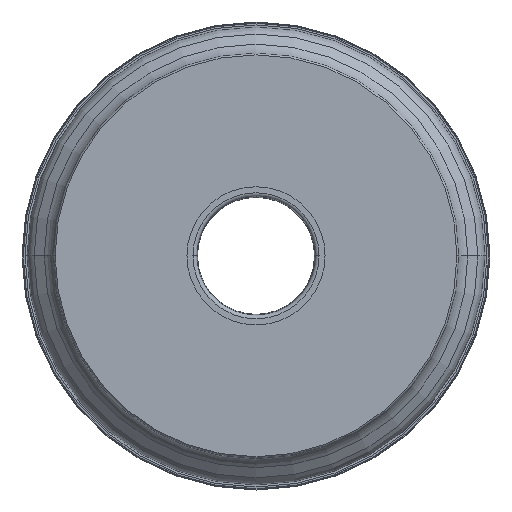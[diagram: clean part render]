
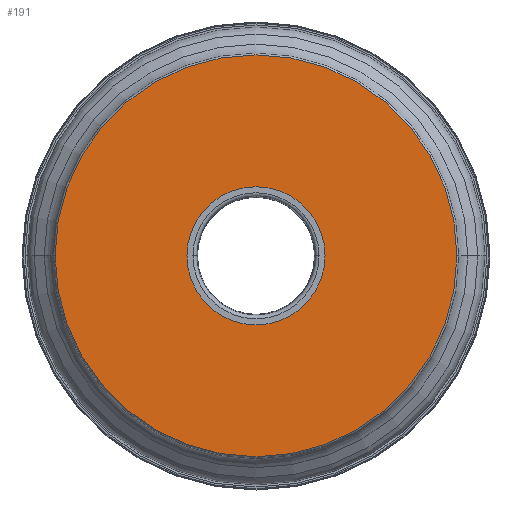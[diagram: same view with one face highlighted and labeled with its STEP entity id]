
A CAD part, top view. The second image highlights one B-rep face of the part: STEP entity #191.
In plain terms, the highlighted planar face has unit normal (0, 0, 1).
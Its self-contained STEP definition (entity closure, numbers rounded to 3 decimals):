
#67=PLANE('',#1758);
#74=FACE_BOUND('',#394,.T.);
#75=FACE_BOUND('',#395,.T.);
#191=ADVANCED_FACE('',(#74,#75),#67,.T.);
#394=EDGE_LOOP('',(#672,#673));
#395=EDGE_LOOP('',(#674,#675));
#672=ORIENTED_EDGE('',*,*,#1067,.T.);
#673=ORIENTED_EDGE('',*,*,#1065,.T.);
#674=ORIENTED_EDGE('',*,*,#1068,.T.);
#675=ORIENTED_EDGE('',*,*,#1069,.T.);
#900=VERTEX_POINT('',#2690);
#901=VERTEX_POINT('',#2692);
#902=VERTEX_POINT('',#2698);
#903=VERTEX_POINT('',#2699);
#1065=EDGE_CURVE('',#901,#900,#1215,.T.);
#1067=EDGE_CURVE('',#900,#901,#1217,.T.);
#1068=EDGE_CURVE('',#902,#903,#1218,.T.);
#1069=EDGE_CURVE('',#903,#902,#1219,.T.);
#1215=CIRCLE('',#1751,109.054);
#1217=CIRCLE('',#1754,109.054);
#1218=CIRCLE('',#1756,37.5);
#1219=CIRCLE('',#1757,37.5);
#1751=AXIS2_PLACEMENT_3D('',#2691,#2192,#2193);
#1754=AXIS2_PLACEMENT_3D('',#2695,#2198,#2199);
#1756=AXIS2_PLACEMENT_3D('',#2697,#2202,#2203);
#1757=AXIS2_PLACEMENT_3D('',#2700,#2204,#2205);
#1758=AXIS2_PLACEMENT_3D('',#2701,#2206,#2207);
#2192=DIRECTION('',(0.,0.,1.));
#2193=DIRECTION('',(-1.,0.,0.));
#2198=DIRECTION('',(0.,0.,1.));
#2199=DIRECTION('',(1.,0.,0.));
#2202=DIRECTION('',(0.,0.,-1.));
#2203=DIRECTION('',(1.,0.,0.));
#2204=DIRECTION('',(0.,0.,-1.));
#2205=DIRECTION('',(-1.,0.,0.));
#2206=DIRECTION('',(0.,0.,1.));
#2207=DIRECTION('',(0.,-1.,0.));
#2690=CARTESIAN_POINT('',(109.054,0.,0.));
#2691=CARTESIAN_POINT('',(0.,0.,0.));
#2692=CARTESIAN_POINT('',(-109.054,0.011,0.));
#2695=CARTESIAN_POINT('',(0.,0.,0.));
#2697=CARTESIAN_POINT('',(0.,0.,0.));
#2698=CARTESIAN_POINT('',(37.5,0.,0.));
#2699=CARTESIAN_POINT('',(-37.5,0.,0.));
#2700=CARTESIAN_POINT('',(0.,0.,0.));
#2701=CARTESIAN_POINT('',(0.,0.,0.));
